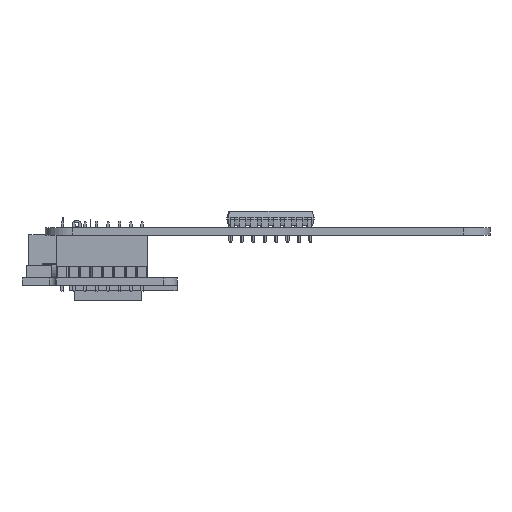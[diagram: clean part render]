
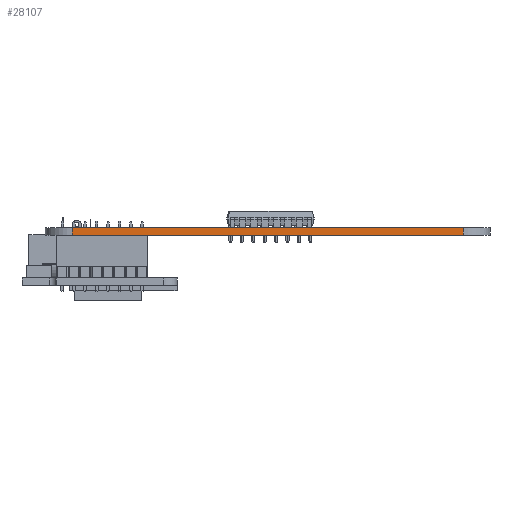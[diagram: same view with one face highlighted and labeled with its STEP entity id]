
A CAD part, left-side view. The second image highlights one B-rep face of the part: STEP entity #28107.
In plain terms, the highlighted planar face has unit normal (-1, 0, 0).
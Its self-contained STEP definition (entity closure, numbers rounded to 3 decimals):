
#26185 = VERTEX_POINT('',#26186);
#26186 = CARTESIAN_POINT('',(21.8,-116.8,0.));
#26193 = EDGE_CURVE('',#26185,#26194,#26196,.T.);
#26194 = VERTEX_POINT('',#26195);
#26195 = CARTESIAN_POINT('',(21.8,-29.8,0.));
#26196 = LINE('',#26197,#26198);
#26197 = CARTESIAN_POINT('',(21.8,-116.8,0.));
#26198 = VECTOR('',#26199,1.);
#26199 = DIRECTION('',(0.,1.,0.));
#27145 = VERTEX_POINT('',#27146);
#27146 = CARTESIAN_POINT('',(21.8,-116.8,1.6));
#27153 = EDGE_CURVE('',#27145,#27154,#27156,.T.);
#27154 = VERTEX_POINT('',#27155);
#27155 = CARTESIAN_POINT('',(21.8,-29.8,1.6));
#27156 = LINE('',#27157,#27158);
#27157 = CARTESIAN_POINT('',(21.8,-116.8,1.6));
#27158 = VECTOR('',#27159,1.);
#27159 = DIRECTION('',(0.,1.,0.));
#28077 = EDGE_CURVE('',#26194,#27154,#28078,.T.);
#28078 = LINE('',#28079,#28080);
#28079 = CARTESIAN_POINT('',(21.8,-29.8,0.));
#28080 = VECTOR('',#28081,1.);
#28081 = DIRECTION('',(0.,0.,1.));
#28107 = ADVANCED_FACE('',(#28108),#28119,.T.);
#28108 = FACE_BOUND('',#28109,.T.);
#28109 = EDGE_LOOP('',(#28110,#28116,#28117,#28118));
#28110 = ORIENTED_EDGE('',*,*,#28111,.T.);
#28111 = EDGE_CURVE('',#26185,#27145,#28112,.T.);
#28112 = LINE('',#28113,#28114);
#28113 = CARTESIAN_POINT('',(21.8,-116.8,0.));
#28114 = VECTOR('',#28115,1.);
#28115 = DIRECTION('',(0.,0.,1.));
#28116 = ORIENTED_EDGE('',*,*,#27153,.T.);
#28117 = ORIENTED_EDGE('',*,*,#28077,.F.);
#28118 = ORIENTED_EDGE('',*,*,#26193,.F.);
#28119 = PLANE('',#28120);
#28120 = AXIS2_PLACEMENT_3D('',#28121,#28122,#28123);
#28121 = CARTESIAN_POINT('',(21.8,-116.8,0.));
#28122 = DIRECTION('',(-1.,0.,0.));
#28123 = DIRECTION('',(0.,1.,0.));
